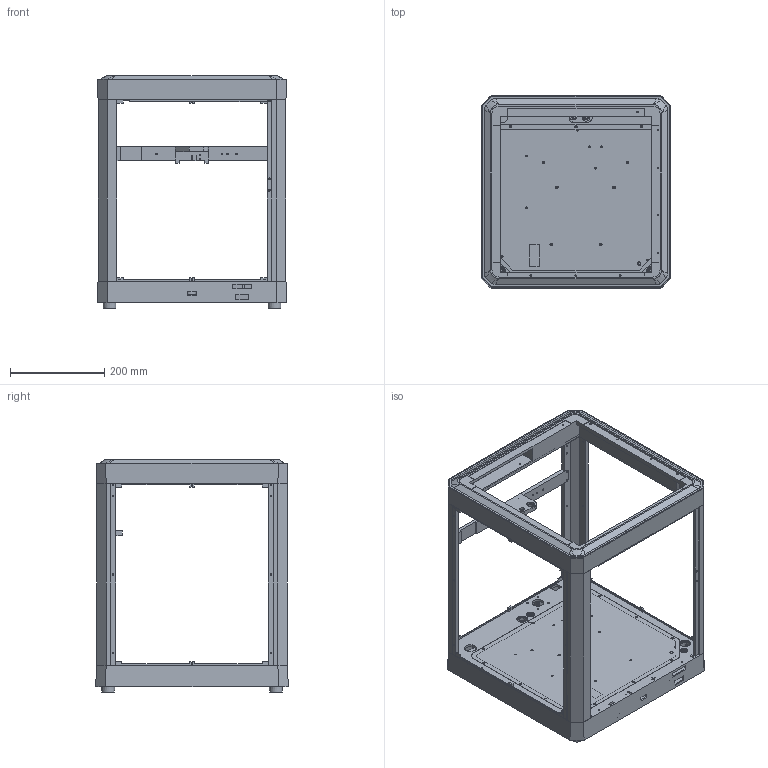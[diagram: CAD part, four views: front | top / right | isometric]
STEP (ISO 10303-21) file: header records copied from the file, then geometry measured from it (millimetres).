
FILE_DESCRIPTION(/* description */ (''),/* implementation_level */ '2;1');
FILE_NAME(/* name */ 'frame.step',/* time_stamp */ '2025-10-28T12:09:47-04:00',/* author */ (''),/* organization */ (''),/* preprocessor_version */ 'ST-DEVELOPER v20.1',/* originating_system */ 'Autodesk Translation Framework v14.17.0.0',/* authorisation */ '');
FILE_SCHEMA (('AUTOMOTIVE_DESIGN { 1 0 10303 214 3 1 1 }'));
Length unit declared in the file: millimetre
Products named in the file (23): frame; verticals; top; bottom; cross bar; Component6; foot; ISO 10669-N-5.5 Steel 100 HV Chrome; DIN EN ISO 7045 - M5 x 25 - H Steel 4.6 Chrome; Bottom panel; foot v1(Mirror); ISO 10669-N-5.5 Steel 100 HV Chrome_1; DIN EN ISO 7045 - M5 x 25 - H Steel 4.6 Chrome_1; foot v1(Mirror) (1); ISO 10669-N-5.5 Steel 100 HV Chrome_2; DIN EN ISO 7045 - M5 x 25 - H Steel 4.6 Chrome_2; foot v1(Mirror)(Mirror); ISO 10669-N-5.5 Steel 100 HV Chrome_3; DIN EN ISO 7045 - M5 x 25 - H Steel 4.6 Chrome_3; rodmount v1(Mirror); rodmount; 57155K577_Flanged Ball Bearing; deck
Assembly tree (25 placements, depth 3):
  frame
    verticals
    top
    bottom
    cross bar
    Component6
    foot
      ISO 10669-N-5.5 Steel 100 HV Chrome
      DIN EN ISO 7045 - M5 x 25 - H Steel 4.6 Chrome
    Bottom panel
    foot v1(Mirror)
      ISO 10669-N-5.5 Steel 100 HV Chrome_1
      DIN EN ISO 7045 - M5 x 25 - H Steel 4.6 Chrome_1
    foot v1(Mirror) (1)
      ISO 10669-N-5.5 Steel 100 HV Chrome_2
      DIN EN ISO 7045 - M5 x 25 - H Steel 4.6 Chrome_2
    foot v1(Mirror)(Mirror)
      ISO 10669-N-5.5 Steel 100 HV Chrome_3
      DIN EN ISO 7045 - M5 x 25 - H Steel 4.6 Chrome_3
    rodmount  x2
    rodmount v1(Mirror)
    57155K577_Flanged Ball Bearing  x3
    deck
Bounding box: 401.93 x 407.93 x 491.5 mm (x, y, z)
Volume: 3615994 mm3; surface area: 1606529 mm2
Topology: 62 solids, 62 shells, 1938 faces, 5078 edges, 3357 vertices
Faces by surface type: plane 1140, cylinder 650, cone 85, sphere 28, bspline 18, torus 17
Full cylindrical faces by diameter (mm): 2.5 x6, 3 x104, 3.25 x8, 3.5 x34, 3.6 x2, 4 x30, 4.5 x8, 4.567 x4, 4.7 x4, 4.901 x4, 5 x23, 5.5 x4, 5.75 x4, 6.95 x6, 7.242 x6, 7.5 x1, 7.925 x6, 8 x3, 10 x3, 11.075 x6, 11.75 x4, 12 x4, 12.05 x12, 12.5 x4, 13.735 x3, 14 x6, 16 x7, 22.5 x3, 24 x1, 25 x4
Entity records: 59011 total; most frequent: CARTESIAN_POINT 11451, DIRECTION 9733, ORIENTED_EDGE 9472, EDGE_CURVE 4736, AXIS2_PLACEMENT_3D 3279, LINE 3175, VECTOR 3175, VERTEX_POINT 3151
